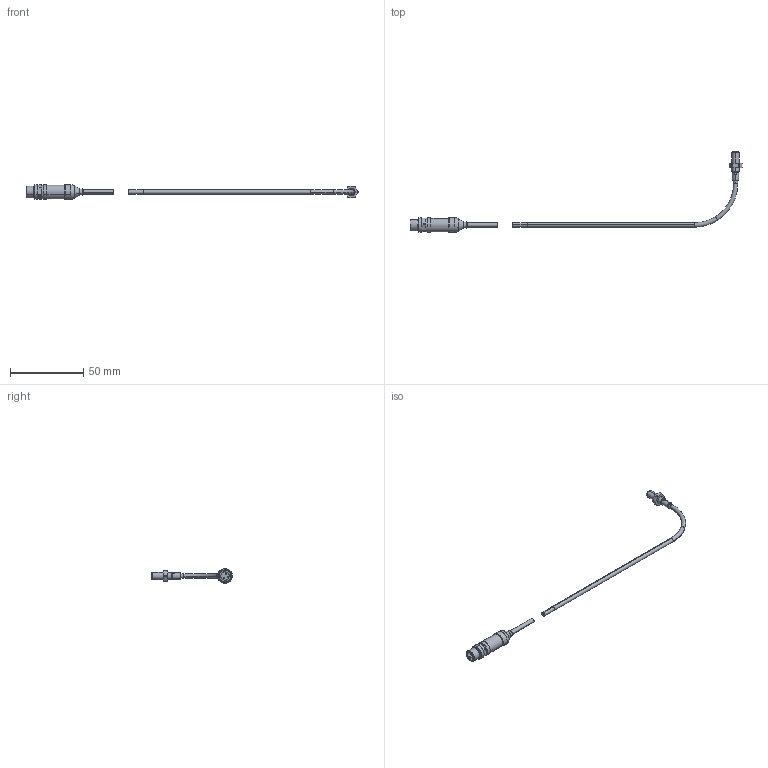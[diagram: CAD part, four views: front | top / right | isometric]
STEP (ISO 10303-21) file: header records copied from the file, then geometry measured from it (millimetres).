
FILE_DESCRIPTION (( 'STEP AP214' ), '1' );
FILE_NAME ('P3327-2.STEP', '2026-02-03T14:38:36', ( '' ), ( '' ), 'SwSTEP 2.0', 'SolidWorks 2024', '' );
FILE_SCHEMA (( 'AUTOMOTIVE_DESIGN' ));
Length unit declared in the file: millimetre
Products named in the file (2): P3327-2; Baumer IR05.P1FS-F20.PO1Z.7SLU_11725347_Drawing instruction TC60
Assembly tree (1 placements, depth 2):
  P3327-2
    Baumer IR05.P1FS-F20.PO1Z.7SLU_11725347_Drawing instruction TC60
Bounding box: 226.42 x 54.98 x 9.99 mm (x, y, z)
Volume: 4062.8 mm3; surface area: 3546.2 mm2
Topology: 2 solids, 2 shells, 118 faces, 267 edges, 166 vertices
Faces by surface type: cylinder 48, plane 44, torus 14, cone 10, sphere 2
Entity records: 4707 total; most frequent: DIRECTION 663, CARTESIAN_POINT 573, ORIENTED_EDGE 530, AXIS2_PLACEMENT_3D 278, EDGE_CURVE 265, VERTEX_POINT 166, CIRCLE 156, EDGE_LOOP 133
